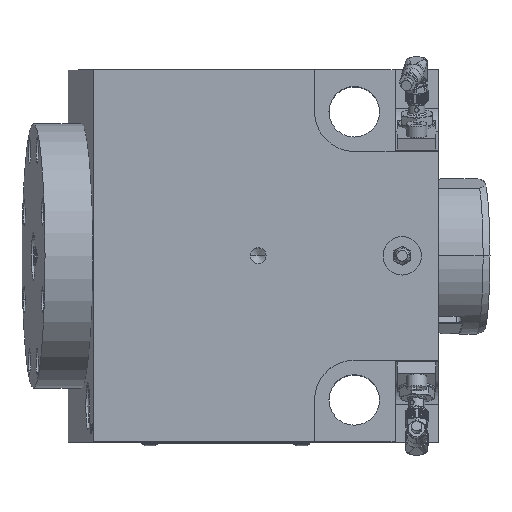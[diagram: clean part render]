
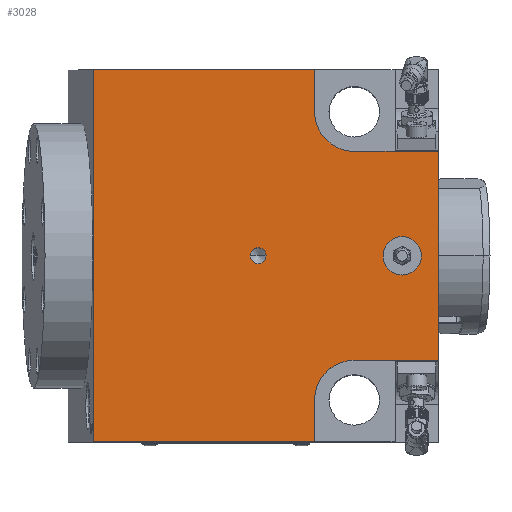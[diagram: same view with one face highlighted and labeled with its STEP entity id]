
A CAD part, top view. The second image highlights one B-rep face of the part: STEP entity #3028.
In plain terms, the highlighted planar face has unit normal (0, 0, 1).
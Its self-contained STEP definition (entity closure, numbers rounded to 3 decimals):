
#3028=ADVANCED_FACE('',(#7694,#7695,#7696),#7697,.T.);
#7694=FACE_BOUND('',#14448,.T.);
#7695=FACE_BOUND('',#14449,.T.);
#7696=FACE_OUTER_BOUND('',#14450,.T.);
#7697=PLANE('',#14451);
#14448=EDGE_LOOP('',(#23294,#23295));
#14449=EDGE_LOOP('',(#23296,#23297));
#14450=EDGE_LOOP('',(#23298,#23299,#23300,#23301,#23302,#23303,#23304,#23305,#23306,#23307));
#14451=AXIS2_PLACEMENT_3D('',#23308,#23309,#23310);
#23294=ORIENTED_EDGE('',*,*,#40408,.T.);
#23295=ORIENTED_EDGE('',*,*,#40474,.T.);
#23296=ORIENTED_EDGE('',*,*,#40397,.T.);
#23297=ORIENTED_EDGE('',*,*,#40480,.T.);
#23298=ORIENTED_EDGE('',*,*,#40554,.T.);
#23299=ORIENTED_EDGE('',*,*,#40552,.T.);
#23300=ORIENTED_EDGE('',*,*,#40456,.T.);
#23301=ORIENTED_EDGE('',*,*,#40555,.T.);
#23302=ORIENTED_EDGE('',*,*,#40556,.T.);
#23303=ORIENTED_EDGE('',*,*,#40514,.T.);
#23304=ORIENTED_EDGE('',*,*,#40541,.T.);
#23305=ORIENTED_EDGE('',*,*,#40451,.T.);
#23306=ORIENTED_EDGE('',*,*,#40544,.T.);
#23307=ORIENTED_EDGE('',*,*,#40557,.F.);
#23308=CARTESIAN_POINT('',(82.312,155.0,120.0));
#23309=DIRECTION('',(0.0,0.0,1.0));
#23310=DIRECTION('',(-1.0,0.0,0.0));
#40397=EDGE_CURVE('',#48267,#48264,#48268,.T.);
#40408=EDGE_CURVE('',#48287,#48284,#48288,.T.);
#40451=EDGE_CURVE('',#48351,#48356,#48358,.T.);
#40456=EDGE_CURVE('',#48365,#48362,#48366,.T.);
#40474=EDGE_CURVE('',#48284,#48287,#48386,.T.);
#40480=EDGE_CURVE('',#48264,#48267,#48392,.T.);
#40514=EDGE_CURVE('',#48442,#48440,#48443,.T.);
#40541=EDGE_CURVE('',#48440,#48351,#48471,.T.);
#40544=EDGE_CURVE('',#48356,#48474,#48475,.T.);
#40552=EDGE_CURVE('',#48484,#48365,#48488,.T.);
#40554=EDGE_CURVE('',#48490,#48484,#48491,.T.);
#40555=EDGE_CURVE('',#48362,#48492,#48493,.T.);
#40556=EDGE_CURVE('',#48492,#48442,#48494,.T.);
#40557=EDGE_CURVE('',#48490,#48474,#48495,.T.);
#48264=VERTEX_POINT('',#61113);
#48267=VERTEX_POINT('',#61117);
#48268=CIRCLE('',#61118,8.0);
#48284=VERTEX_POINT('',#61171);
#48287=VERTEX_POINT('',#61175);
#48288=CIRCLE('',#61176,3.32);
#48351=VERTEX_POINT('',#61324);
#48356=VERTEX_POINT('',#61330);
#48358=CIRCLE('',#61333,16.5);
#48362=VERTEX_POINT('',#61337);
#48365=VERTEX_POINT('',#61341);
#48366=LINE('',#61342,#61343);
#48386=CIRCLE('',#61436,3.32);
#48392=CIRCLE('',#61442,8.0);
#48440=VERTEX_POINT('',#61495);
#48442=VERTEX_POINT('',#61498);
#48443=LINE('',#61499,#61500);
#48471=LINE('',#61531,#61532);
#48474=VERTEX_POINT('',#61536);
#48475=LINE('',#61537,#61538);
#48484=VERTEX_POINT('',#61551);
#48488=CIRCLE('',#61556,16.5);
#48490=VERTEX_POINT('',#61558);
#48491=LINE('',#61559,#61560);
#48492=VERTEX_POINT('',#61561);
#48493=LINE('',#61562,#61563);
#48494=LINE('',#61564,#61565);
#48495=LINE('',#61566,#61567);
#61113=CARTESIAN_POINT('',(131.125,77.5,120.0));
#61117=CARTESIAN_POINT('',(147.125,77.5,120.0));
#61118=AXIS2_PLACEMENT_3D('',#78014,#78015,#78016);
#61171=CARTESIAN_POINT('',(75.805,77.5,120.0));
#61175=CARTESIAN_POINT('',(82.445,77.5,120.0));
#61176=AXIS2_PLACEMENT_3D('',#78027,#78028,#78029);
#61324=CARTESIAN_POINT('',(102.625,17.5,120.0));
#61330=CARTESIAN_POINT('',(119.125,34.0,120.0));
#61333=AXIS2_PLACEMENT_3D('',#78087,#78088,#78089);
#61337=CARTESIAN_POINT('',(102.625,155.0,120.0));
#61341=CARTESIAN_POINT('',(102.625,137.5,120.0));
#61342=CARTESIAN_POINT('',(102.625,154.25,120.0));
#61343=VECTOR('',#78094,1.0);
#61436=AXIS2_PLACEMENT_3D('',#78119,#78120,#78121);
#61442=AXIS2_PLACEMENT_3D('',#78128,#78129,#78130);
#61495=CARTESIAN_POINT('',(102.625,0.,120.0));
#61498=CARTESIAN_POINT('',(10.499,0.0,120.0));
#61499=CARTESIAN_POINT('',(154.125,0.0,120.0));
#61500=VECTOR('',#78194,1.0);
#61531=CARTESIAN_POINT('',(102.625,81.875,120.0));
#61532=VECTOR('',#78228,1.0);
#61536=CARTESIAN_POINT('',(154.125,34.0,120.0));
#61537=CARTESIAN_POINT('',(109.468,34.0,120.0));
#61538=VECTOR('',#78230,1.0);
#61551=CARTESIAN_POINT('',(119.4,121.002,120.0));
#61556=AXIS2_PLACEMENT_3D('',#78239,#78240,#78241);
#61558=CARTESIAN_POINT('',(154.125,121.002,120.0));
#61559=CARTESIAN_POINT('',(118.218,121.002,120.0));
#61560=VECTOR('',#78242,1.0);
#61561=CARTESIAN_POINT('',(10.499,155.0,120.0));
#61562=CARTESIAN_POINT('',(154.125,155.0,120.0));
#61563=VECTOR('',#78243,1.0);
#61564=CARTESIAN_POINT('',(10.499,155.0,120.0));
#61565=VECTOR('',#78244,1.0);
#61566=CARTESIAN_POINT('',(154.125,155.0,120.0));
#61567=VECTOR('',#78245,1.0);
#78014=CARTESIAN_POINT('',(139.125,77.5,120.0));
#78015=DIRECTION('',(-0.0,0.0,-1.0));
#78016=DIRECTION('',(-1.0,0.,0.0));
#78027=CARTESIAN_POINT('',(79.125,77.5,120.0));
#78028=DIRECTION('',(-0.0,0.0,-1.0));
#78029=DIRECTION('',(-1.0,0.,0.0));
#78087=CARTESIAN_POINT('',(119.125,17.5,120.0));
#78088=DIRECTION('',(-0.0,0.0,-1.0));
#78089=DIRECTION('',(-1.0,0.,0.0));
#78094=DIRECTION('',(0.0,1.0,-0.0));
#78119=CARTESIAN_POINT('',(79.125,77.5,120.0));
#78120=DIRECTION('',(-0.0,0.0,-1.0));
#78121=DIRECTION('',(-1.0,0.,0.0));
#78128=CARTESIAN_POINT('',(139.125,77.5,120.0));
#78129=DIRECTION('',(-0.0,0.0,-1.0));
#78130=DIRECTION('',(-1.0,0.,0.0));
#78194=DIRECTION('',(1.0,0.0,0.0));
#78228=DIRECTION('',(0.0,1.0,-0.0));
#78230=DIRECTION('',(1.0,0.0,0.0));
#78239=CARTESIAN_POINT('',(119.125,137.5,120.0));
#78240=DIRECTION('',(-0.0,0.0,-1.0));
#78241=DIRECTION('',(-1.0,0.,0.0));
#78242=DIRECTION('',(-1.0,0.0,0.0));
#78243=DIRECTION('',(-1.0,0.0,0.0));
#78244=DIRECTION('',(0.0,-1.0,0.0));
#78245=DIRECTION('',(0.0,-1.0,0.0));
